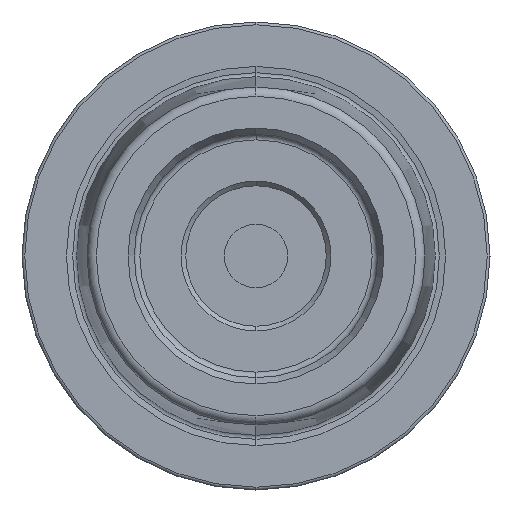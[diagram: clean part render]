
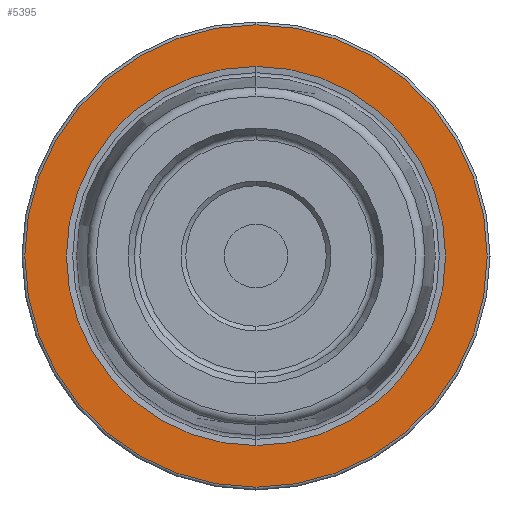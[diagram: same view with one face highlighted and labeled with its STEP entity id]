
A CAD part, left-side view. The second image highlights one B-rep face of the part: STEP entity #5395.
In plain terms, the highlighted planar face has unit normal (-1, 0, 0).
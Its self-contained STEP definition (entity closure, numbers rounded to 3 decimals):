
#704 = AXIS2_PLACEMENT_3D ( 'NONE', #1187, #1188, #1189 ) ;
#706 = CIRCLE ( 'NONE', #704, 20.258 ) ;
#1187 = CARTESIAN_POINT ( 'NONE',  ( 0., 0., 0. ) ) ;
#1188 = DIRECTION ( 'NONE',  ( -1., 0., 0. ) ) ;
#1189 = DIRECTION ( 'NONE',  ( 0., 0., 1. ) ) ;
#1223 = CARTESIAN_POINT ( 'NONE',  ( 0., 0., 0. ) ) ;
#1224 = DIRECTION ( 'NONE',  ( -1., 0., 0. ) ) ;
#1225 = DIRECTION ( 'NONE',  ( 0., 0., 1. ) ) ;
#2029 = AXIS2_PLACEMENT_3D ( 'NONE', #3386, #3375, #3391 ) ;
#2611 = ORIENTED_EDGE ( 'NONE', *, *, #4265, .F. ) ;
#2612 = ORIENTED_EDGE ( 'NONE', *, *, #5110, .F. ) ;
#2613 = ORIENTED_EDGE ( 'NONE', *, *, #5132, .T. ) ;
#2614 = ORIENTED_EDGE ( 'NONE', *, *, #4269, .T. ) ;
#2811 = VERTEX_POINT ( 'NONE', #4022 ) ;
#2825 = VERTEX_POINT ( 'NONE', #4036 ) ;
#2865 = VERTEX_POINT ( 'NONE', #4076 ) ;
#3096 = AXIS2_PLACEMENT_3D ( 'NONE', #4967, #4968, #4969 ) ;
#3099 = CIRCLE ( 'NONE', #3096, 24.7 ) ;
#3106 = AXIS2_PLACEMENT_3D ( 'NONE', #4955, #4956, #4957 ) ;
#3110 = CIRCLE ( 'NONE', #3106, 20.258 ) ;
#3169 = EDGE_LOOP ( 'NONE', ( #2614, #2613 ) ) ;
#3176 = EDGE_LOOP ( 'NONE', ( #2612, #2611 ) ) ;
#3373 = FACE_BOUND ( 'NONE', #3176, .T. ) ;
#3375 = DIRECTION ( 'NONE',  ( 1., 0., 0. ) ) ;
#3386 = CARTESIAN_POINT ( 'NONE',  ( 0., 24.7, 0. ) ) ;
#3388 = FACE_OUTER_BOUND ( 'NONE', #3169, .T. ) ;
#3389 = PLANE ( 'NONE',  #2029 ) ;
#3391 = DIRECTION ( 'NONE',  ( 0., 0., -1. ) ) ;
#3546 = CARTESIAN_POINT ( 'NONE',  ( 0., 0., 20.258 ) ) ;
#4022 = CARTESIAN_POINT ( 'NONE',  ( 0., 0., -20.258 ) ) ;
#4036 = CARTESIAN_POINT ( 'NONE',  ( 0., 0., -24.7 ) ) ;
#4076 = CARTESIAN_POINT ( 'NONE',  ( 0., 0., 24.7 ) ) ;
#4265 = EDGE_CURVE ( 'NONE', #2811, #5871, #3110, .T. ) ;
#4269 = EDGE_CURVE ( 'NONE', #2865, #2825, #3099, .T. ) ;
#4652 = AXIS2_PLACEMENT_3D ( 'NONE', #1223, #1224, #1225 ) ;
#4655 = CIRCLE ( 'NONE', #4652, 24.7 ) ;
#4955 = CARTESIAN_POINT ( 'NONE',  ( 0., 0., 0. ) ) ;
#4956 = DIRECTION ( 'NONE',  ( -1., 0., 0. ) ) ;
#4957 = DIRECTION ( 'NONE',  ( 0., 0., 1. ) ) ;
#4967 = CARTESIAN_POINT ( 'NONE',  ( 0., 0., 0. ) ) ;
#4968 = DIRECTION ( 'NONE',  ( -1., 0., 0. ) ) ;
#4969 = DIRECTION ( 'NONE',  ( 0., 0., 1. ) ) ;
#5110 = EDGE_CURVE ( 'NONE', #5871, #2811, #706, .T. ) ;
#5132 = EDGE_CURVE ( 'NONE', #2825, #2865, #4655, .T. ) ;
#5395 = ADVANCED_FACE ( 'NONE', ( #3373, #3388 ), #3389, .F. ) ;
#5871 = VERTEX_POINT ( 'NONE', #3546 ) ;
